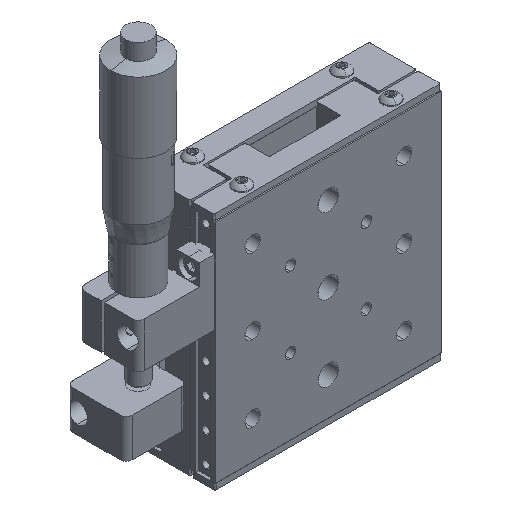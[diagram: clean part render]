
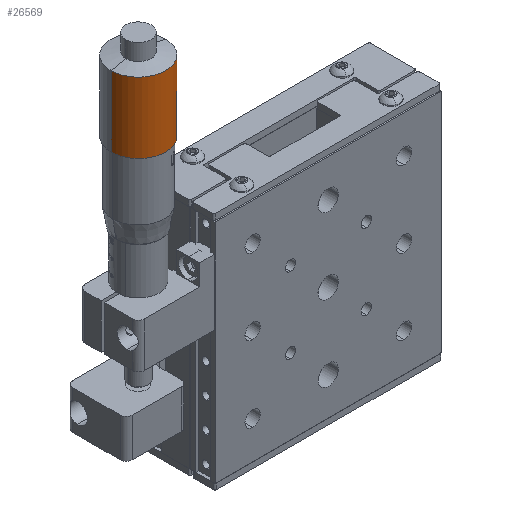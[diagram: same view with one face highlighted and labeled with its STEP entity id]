
A CAD part, isometric view. The second image highlights one B-rep face of the part: STEP entity #26569.
In plain terms, the highlighted cylindrical face has radius 9.15 mm (diameter 18.3 mm), a partial arc.
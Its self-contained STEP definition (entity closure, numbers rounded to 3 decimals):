
#689 = DIRECTION ( 'NONE',  ( 0., 0., 1. ) ) ;
#2388 = VECTOR ( 'NONE', #11427, 1000. ) ;
#2828 = DIRECTION ( 'NONE',  ( 0., 0., 1. ) ) ;
#6083 = VERTEX_POINT ( 'NONE', #41165 ) ;
#8541 = ORIENTED_EDGE ( 'NONE', *, *, #54547, .F. ) ;
#8675 = CARTESIAN_POINT ( 'NONE',  ( -60.65, 12.2, 62.541 ) ) ;
#10760 = EDGE_CURVE ( 'NONE', #6083, #45074, #83773, .T. ) ;
#11427 = DIRECTION ( 'NONE',  ( 0., 0., 1. ) ) ;
#12357 = ORIENTED_EDGE ( 'NONE', *, *, #10760, .T. ) ;
#14326 = EDGE_CURVE ( 'NONE', #51871, #45074, #69890, .T. ) ;
#20149 = CARTESIAN_POINT ( 'NONE',  ( -51.5, 12.2, 63.5 ) ) ;
#20767 = DIRECTION ( 'NONE',  ( -1., 0., 0. ) ) ;
#23627 = CYLINDRICAL_SURFACE ( 'NONE', #25656, 9.15 ) ;
#23937 = ORIENTED_EDGE ( 'NONE', *, *, #30945, .T. ) ;
#24285 = CARTESIAN_POINT ( 'NONE',  ( -60.65, 12.2, 63.5 ) ) ;
#25171 = CARTESIAN_POINT ( 'NONE',  ( -42.35, 12.2, 62.541 ) ) ;
#25656 = AXIS2_PLACEMENT_3D ( 'NONE', #41606, #2828, #47959 ) ;
#26569 = ADVANCED_FACE ( 'NONE', ( #72127 ), #23627, .T. ) ;
#27424 = AXIS2_PLACEMENT_3D ( 'NONE', #20149, #52661, #73174 ) ;
#30945 = EDGE_CURVE ( 'NONE', #55385, #6083, #64988, .T. ) ;
#41165 = CARTESIAN_POINT ( 'NONE',  ( -42.35, 12.2, 63.5 ) ) ;
#41606 = CARTESIAN_POINT ( 'NONE',  ( -51.5, 12.2, 62.541 ) ) ;
#45074 = VERTEX_POINT ( 'NONE', #79815 ) ;
#47959 = DIRECTION ( 'NONE',  ( -1., 0., 0. ) ) ;
#50041 = VECTOR ( 'NONE', #55268, 1000. ) ;
#51871 = VERTEX_POINT ( 'NONE', #78864 ) ;
#52661 = DIRECTION ( 'NONE',  ( 0., 0., 1. ) ) ;
#54547 = EDGE_CURVE ( 'NONE', #55385, #51871, #67596, .T. ) ;
#55268 = DIRECTION ( 'NONE',  ( 0., 0., 1. ) ) ;
#55385 = VERTEX_POINT ( 'NONE', #24285 ) ;
#64988 = CIRCLE ( 'NONE', #27424, 9.15 ) ;
#67596 = LINE ( 'NONE', #8675, #50041 ) ;
#69890 = CIRCLE ( 'NONE', #81813, 9.15 ) ;
#72127 = FACE_OUTER_BOUND ( 'NONE', #72585, .T. ) ;
#72585 = EDGE_LOOP ( 'NONE', ( #23937, #12357, #78284, #8541 ) ) ;
#72942 = CARTESIAN_POINT ( 'NONE',  ( -51.5, 12.2, 87.146 ) ) ;
#73174 = DIRECTION ( 'NONE',  ( -1., 0., 0. ) ) ;
#78284 = ORIENTED_EDGE ( 'NONE', *, *, #14326, .F. ) ;
#78864 = CARTESIAN_POINT ( 'NONE',  ( -60.65, 12.2, 87.146 ) ) ;
#79815 = CARTESIAN_POINT ( 'NONE',  ( -42.35, 12.2, 87.146 ) ) ;
#81813 = AXIS2_PLACEMENT_3D ( 'NONE', #72942, #689, #20767 ) ;
#83773 = LINE ( 'NONE', #25171, #2388 ) ;
